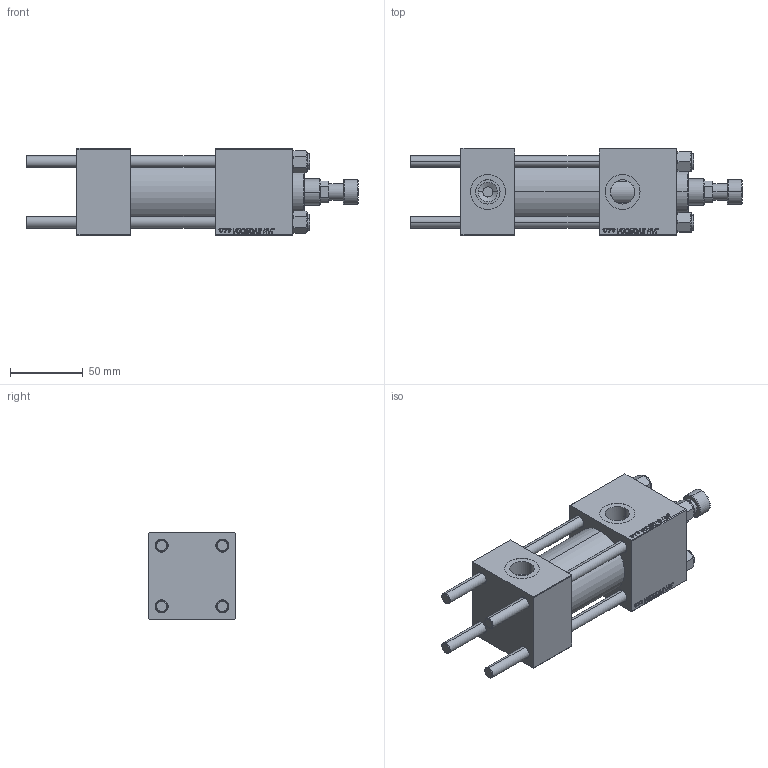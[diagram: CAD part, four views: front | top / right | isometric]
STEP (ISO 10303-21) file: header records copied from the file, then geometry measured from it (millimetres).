
FILE_DESCRIPTION (( 'STEP AP203' ), '1' );
FILE_NAME ('d4e8.STEP', '2023-08-22T17:21:46', ( '' ), ( '' ), 'SwSTEP 2.0', 'SolidWorks 2019', '' );
FILE_SCHEMA (( 'CONFIG_CONTROL_DESIGN' ));
Length unit declared in the file: millimetre
Products named in the file (7): V215CR_ROD_END_F f09987c290f101a99c98f9d942c2686e; CR025_012_A_0_G_A_G_M_020_+#_##_TYCINKA f09987c290f101a99c98f9d942c2686e; V215CR_VCP f09987c290f101a99c98f9d942c2686e; V215CR_BODY_A f09987c290f101a99c98f9d942c2686e; V215_VC_A f09987c290f101a99c98f9d942c2686e; NUT_M5 f09987c290f101a99c98f9d942c2686e; d4e8
Assembly tree (12 placements, depth 2):
  d4e8
    V215CR_BODY_A f09987c290f101a99c98f9d942c2686e
    CR025_012_A_0_G_A_G_M_020_+#_##_TYCINKA f09987c290f101a99c98f9d942c2686e  x4
    NUT_M5 f09987c290f101a99c98f9d942c2686e  x4
    V215CR_VCP f09987c290f101a99c98f9d942c2686e
    V215_VC_A f09987c290f101a99c98f9d942c2686e
    V215CR_ROD_END_F f09987c290f101a99c98f9d942c2686e
Bounding box: 228 x 60 x 60 mm (x, y, z)
Volume: 417113.9 mm3; surface area: 115316.6 mm2
Topology: 12 solids, 12 shells, 1146 faces, 2876 edges, 1865 vertices
Faces by surface type: plane 524, bspline 392, cone 136, cylinder 82, torus 12
Entity records: 50285 total; most frequent: CARTESIAN_POINT 27069, ORIENTED_EDGE 5244, DIRECTION 3304, EDGE_CURVE 2622, VERTEX_POINT 1721, LINE 1588, VECTOR 1588, EDGE_LOOP 1155
